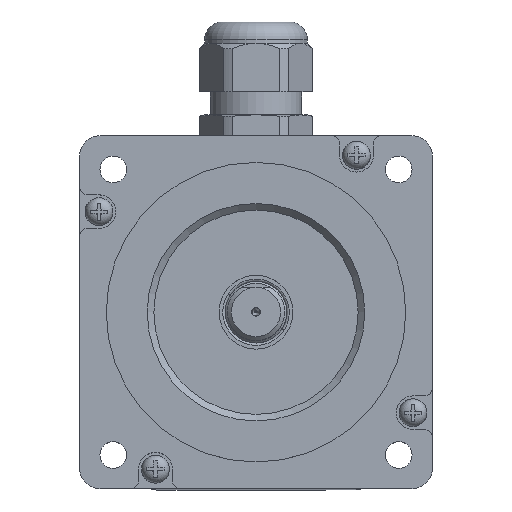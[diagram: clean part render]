
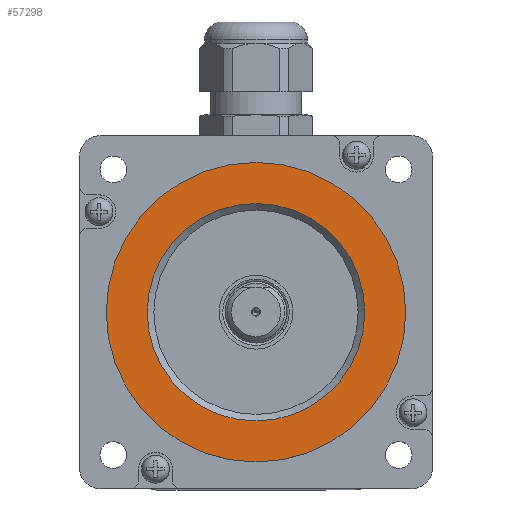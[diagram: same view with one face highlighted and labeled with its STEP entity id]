
A CAD part, top view. The second image highlights one B-rep face of the part: STEP entity #57298.
In plain terms, the highlighted planar face has unit normal (0, 0, 1).
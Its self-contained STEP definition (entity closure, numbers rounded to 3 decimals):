
#7005=CIRCLE('',#60634,26.5);
#7007=CIRCLE('',#60638,36.5);
#7821=VERTEX_POINT('',#72736);
#7823=VERTEX_POINT('',#72742);
#24124=EDGE_CURVE('',#7821,#7821,#7005,.T.);
#24126=EDGE_CURVE('',#7823,#7823,#7007,.T.);
#33019=ORIENTED_EDGE('',*,*,#24124,.F.);
#33020=ORIENTED_EDGE('',*,*,#24126,.F.);
#50171=EDGE_LOOP('',(#33019));
#50172=EDGE_LOOP('',(#33020));
#53752=FACE_BOUND('',#50171,.T.);
#53753=FACE_BOUND('',#50172,.T.);
#57298=ADVANCED_FACE('',(#53752,#53753),#106877,.T.);
#60634=AXIS2_PLACEMENT_3D('',#72735,#63602,#63603);
#60638=AXIS2_PLACEMENT_3D('',#72741,#63609,#63610);
#60639=AXIS2_PLACEMENT_3D('',#72743,#63611,$);
#63602=DIRECTION('',(0.,0.,1.));
#63603=DIRECTION('',(26.5,0.,0.));
#63609=DIRECTION('',(0.,0.,-1.));
#63610=DIRECTION('',(36.5,0.,0.));
#63611=DIRECTION('',(0.,0.,1.));
#72735=CARTESIAN_POINT('',(0.,0.,18.6));
#72736=CARTESIAN_POINT('',(26.5,0.,18.6));
#72741=CARTESIAN_POINT('',(0.,0.,18.6));
#72742=CARTESIAN_POINT('',(36.5,0.,18.6));
#72743=CARTESIAN_POINT('',(0.,0.,18.6));
#106877=PLANE('',#60639);
